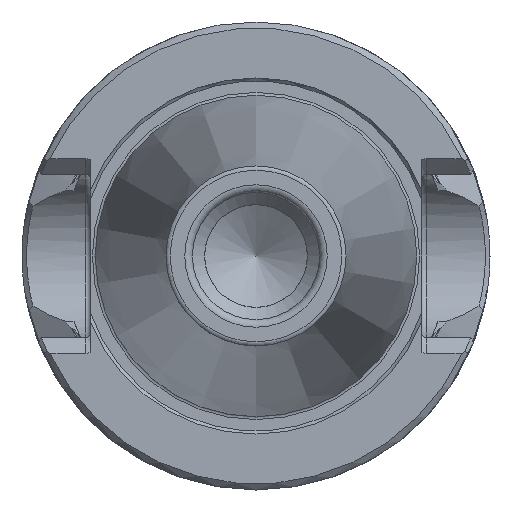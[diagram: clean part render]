
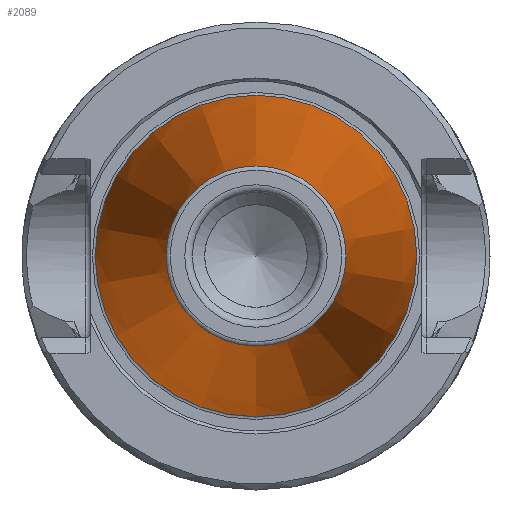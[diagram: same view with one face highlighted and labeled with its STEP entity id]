
A CAD part, left-side view. The second image highlights one B-rep face of the part: STEP entity #2089.
In plain terms, the highlighted conical face has half-angle 8.297 degrees and reference radius 16.021 mm.
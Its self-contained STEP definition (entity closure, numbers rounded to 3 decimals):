
#620=ORIENTED_EDGE('',*,*,#864,.F.);
#621=ORIENTED_EDGE('',*,*,#698,.T.);
#698=EDGE_CURVE('',#901,#901,#1036,.F.);
#864=EDGE_CURVE('',#1005,#1005,#1076,.T.);
#901=VERTEX_POINT('',#2739);
#1005=VERTEX_POINT('',#3386);
#1036=CIRCLE('',#2131,15.802);
#1076=CIRCLE('',#2240,8.849);
#1171=EDGE_LOOP('',(#620));
#1172=EDGE_LOOP('',(#621));
#1293=FACE_BOUND('',#1171,.T.);
#1294=FACE_BOUND('',#1172,.T.);
#1359=CONICAL_SURFACE('',#2239,16.021,0.145);
#2089=ADVANCED_FACE('',(#1293,#1294),#1359,.T.);
#2131=AXIS2_PLACEMENT_3D('',#2738,#2311,#2312);
#2239=AXIS2_PLACEMENT_3D('',#3384,#2581,#2582);
#2240=AXIS2_PLACEMENT_3D('',#3385,#2583,#2584);
#2311=DIRECTION('',(1.,0.,0.));
#2312=DIRECTION('',(0.,0.,-1.));
#2581=DIRECTION('',(1.,0.,0.));
#2582=DIRECTION('',(0.,0.,-1.));
#2583=DIRECTION('',(-1.,0.,0.));
#2584=DIRECTION('',(0.,0.,1.));
#2738=CARTESIAN_POINT('',(-0.5,0.,0.));
#2739=CARTESIAN_POINT('',(-0.5,0.,-15.802));
#3384=CARTESIAN_POINT('',(1.,0.,0.));
#3385=CARTESIAN_POINT('',(-48.181,0.,0.));
#3386=CARTESIAN_POINT('',(-48.181,0.,8.849));
